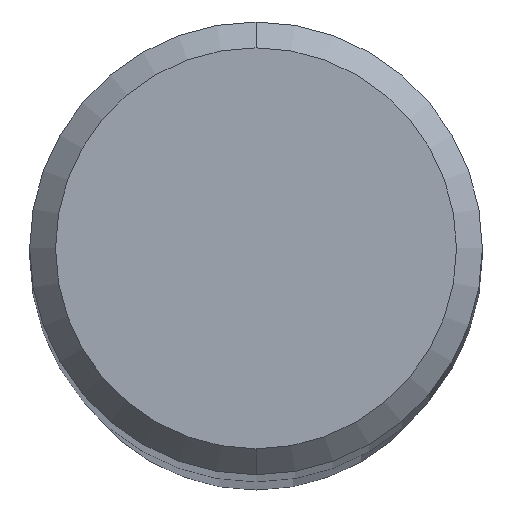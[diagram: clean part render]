
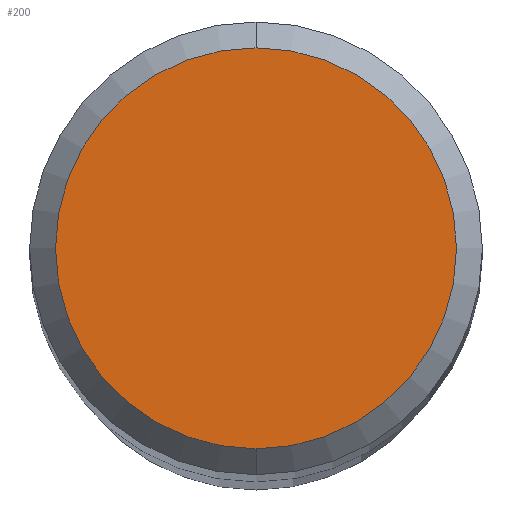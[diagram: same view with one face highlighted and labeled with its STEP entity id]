
A CAD part, top view. The second image highlights one B-rep face of the part: STEP entity #200.
In plain terms, the highlighted planar face has unit normal (0, 0, 1).
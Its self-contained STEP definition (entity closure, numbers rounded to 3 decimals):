
#196=EDGE_CURVE('',#366,#288,#498,.T.);
#200=ADVANCED_FACE('',(#502),#503,.T.);
#288=VERTEX_POINT('',#602);
#366=VERTEX_POINT('',#692);
#426=EDGE_CURVE('',#288,#366,#755,.T.);
#498=CIRCLE('',#831,3.1);
#502=FACE_OUTER_BOUND('',#837,.T.);
#503=PLANE('',#838);
#602=CARTESIAN_POINT('',(0.0,3.1,0.0));
#692=CARTESIAN_POINT('',(0.,-3.1,0.0));
#755=CIRCLE('',#1311,3.1);
#831=AXIS2_PLACEMENT_3D('',#1440,#1441,#1442);
#837=EDGE_LOOP('',(#1445,#1446));
#838=AXIS2_PLACEMENT_3D('',#1447,#1448,#1449);
#1311=AXIS2_PLACEMENT_3D('',#1744,#1745,#1746);
#1440=CARTESIAN_POINT('',(0.0,0.0,0.0));
#1441=DIRECTION('',(0.0,0.0,-1.0));
#1442=DIRECTION('',(0.0,1.0,0.0));
#1445=ORIENTED_EDGE('',*,*,#426,.F.);
#1446=ORIENTED_EDGE('',*,*,#196,.F.);
#1447=CARTESIAN_POINT('',(0.0,1.55,0.0));
#1448=DIRECTION('',(-0.0,0.0,1.0));
#1449=DIRECTION('',(0.0,-1.0,0.0));
#1744=CARTESIAN_POINT('',(0.0,0.0,0.0));
#1745=DIRECTION('',(0.0,0.0,-1.0));
#1746=DIRECTION('',(0.0,1.0,0.0));
